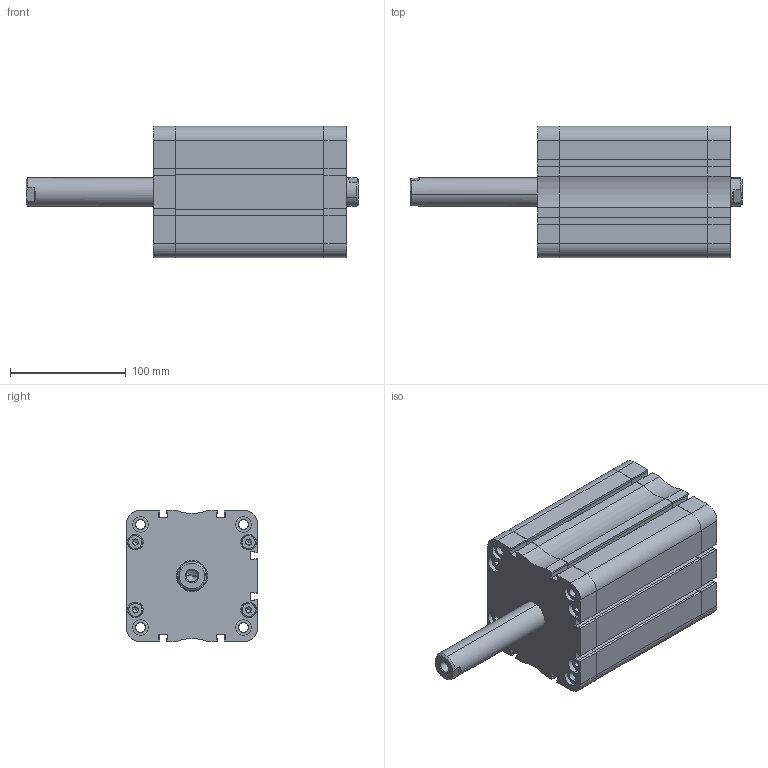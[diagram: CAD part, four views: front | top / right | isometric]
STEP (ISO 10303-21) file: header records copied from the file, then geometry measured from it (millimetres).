
FILE_DESCRIPTION (( 'STEP AP214' ), '1' );
FILE_NAME ('SM_004_100_0100_NP.STEP', '2019-11-14T13:10:00', ( '' ), ( '' ), 'SwSTEP 2.0', 'SolidWorks 2019', '' );
FILE_SCHEMA (( 'AUTOMOTIVE_DESIGN' ));
Length unit declared in the file: millimetre
Products named in the file (17): SM_004_100_0100_NP; Kopia SMART - U. typ Oring - pokrywa^Pokrywa przód kpl_DTW_U. typ Oring - D100; socket head thin cap screw_din_DIN 7984 - M8 x 25 --- 21.25N; Kopia SMART - U. t³oczyska^Pokrywa przód kpl_DTW_U. tˆoczyska - D100; T硂k kpl^DTW_T坥k kpl - D100; T³oczysko^DTW_Tˆoczysko - D100; Tuleja^DTW_Tuleja - D100; Kopia SMART - U. t³oka S^T³ok kpl_DTW_U. tˆoka S - D100; Kopia Pierœcieñ prowadz¹cy^T³ok kpl_DTW_Pier˜cieä prowadz¥cy D100; Pokrywa przód kpl^DTW_Pokrywa prz¢d kpl - D100; Kopia SMART - U. t硂ka lu焠a^T硂k kpl_DTW_U. t坥ka lu玭a - D100; Kopia Magnes^T³ok kpl_DTW_Magnes D100; Kopia Pokrywa przód^Pokrywa przód kpl_DTW_Smart - Pok prz¢d - D100; socket set screw flat point_iso_ISO 4026 - M12 x 60-N; Kopia T硂k^T硂k kpl_DTW_T坥k - D100; Kopia Tuleja prowadz¹ca^Pokrywa przód kpl_DTW_Tuleja prowadz¥ca - D100
Assembly tree (29 placements, depth 3):
  SM_004_100_0100_NP
    Pokrywa przód kpl^DTW_Pokrywa prz¢d kpl - D100
      Kopia Pokrywa przód^Pokrywa przód kpl_DTW_Smart - Pok prz¢d - D100
      Kopia SMART - U. typ Oring - pokrywa^Pokrywa przód kpl_DTW_U. typ Oring - D100
      Kopia Tuleja prowadz¹ca^Pokrywa przód kpl_DTW_Tuleja prowadz¥ca - D100
      Kopia SMART - U. t³oczyska^Pokrywa przód kpl_DTW_U. tˆoczyska - D100
    Pokrywa przód kpl^DTW_Pokrywa prz¢d kpl - D100
      Kopia Pokrywa przód^Pokrywa przód kpl_DTW_Smart - Pok prz¢d - D100
      Kopia SMART - U. typ Oring - pokrywa^Pokrywa przód kpl_DTW_U. typ Oring - D100
      Kopia Tuleja prowadz¹ca^Pokrywa przód kpl_DTW_Tuleja prowadz¥ca - D100
      Kopia SMART - U. t³oczyska^Pokrywa przód kpl_DTW_U. tˆoczyska - D100
    Tuleja^DTW_Tuleja - D100
    T硂k kpl^DTW_T坥k kpl - D100
      Kopia T硂k^T硂k kpl_DTW_T坥k - D100
      Kopia Magnes^T³ok kpl_DTW_Magnes D100
      Kopia Pierœcieñ prowadz¹cy^T³ok kpl_DTW_Pier˜cieä prowadz¥cy D100
      Kopia SMART - U. t硂ka lu焠a^T硂k kpl_DTW_U. t坥ka lu玭a - D100  x2
      Kopia SMART - U. t³oka S^T³ok kpl_DTW_U. tˆoka S - D100
    T³oczysko^DTW_Tˆoczysko - D100  x2
    socket head thin cap screw_din_DIN 7984 - M8 x 25 --- 21.25N  x8
    socket set screw flat point_iso_ISO 4026 - M12 x 60-N
Bounding box: 287 x 113.5 x 113.5 mm (x, y, z)
Volume: 993161.1 mm3; surface area: 388532.4 mm2
Topology: 27 solids, 27 shells, 1133 faces, 2797 edges, 1792 vertices
Faces by surface type: plane 574, cylinder 313, bspline 108, cone 106, torus 32
Entity records: 21714 total; most frequent: CARTESIAN_POINT 6323, ORIENTED_EDGE 3014, DIRECTION 2994, EDGE_CURVE 1507, AXIS2_PLACEMENT_3D 1040, VERTEX_POINT 988, VECTOR 914, LINE 914
